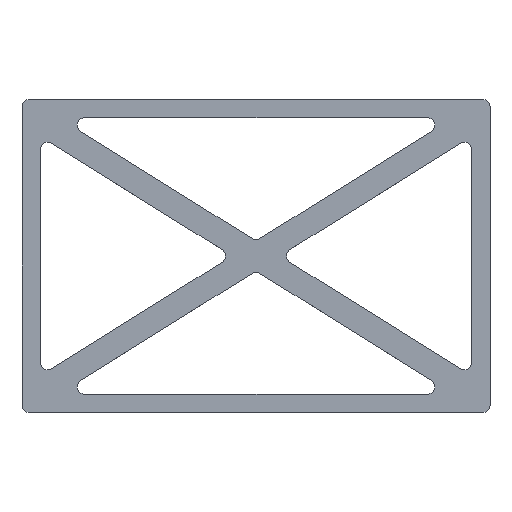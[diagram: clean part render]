
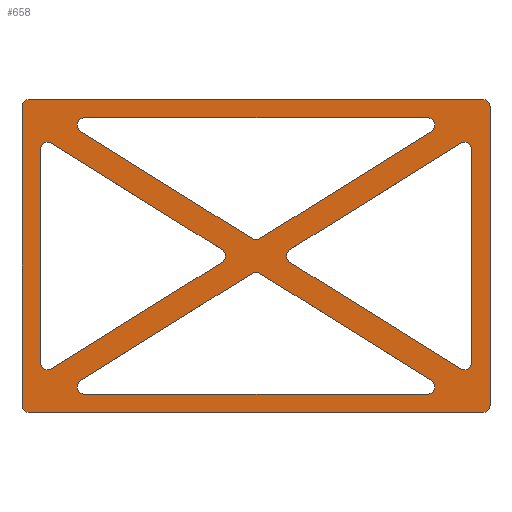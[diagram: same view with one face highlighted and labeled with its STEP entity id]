
A CAD part, top view. The second image highlights one B-rep face of the part: STEP entity #658.
In plain terms, the highlighted planar face has unit normal (0, 0, 1).
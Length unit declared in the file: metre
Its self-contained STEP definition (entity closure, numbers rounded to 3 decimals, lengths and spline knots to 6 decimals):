
#28=CIRCLE('',#706,0.002);
#29=CIRCLE('',#707,0.002);
#30=CIRCLE('',#708,0.002);
#31=CIRCLE('',#709,0.002);
#32=CIRCLE('',#710,0.002);
#33=CIRCLE('',#711,0.002);
#34=CIRCLE('',#712,0.002);
#35=CIRCLE('',#713,0.002);
#36=CIRCLE('',#714,0.002);
#37=CIRCLE('',#715,0.002);
#38=CIRCLE('',#716,0.002);
#39=CIRCLE('',#717,0.002);
#40=CIRCLE('',#718,0.002);
#41=CIRCLE('',#719,0.002);
#42=CIRCLE('',#720,0.002);
#43=CIRCLE('',#721,0.002);
#124=ORIENTED_EDGE('',*,*,#310,.F.);
#125=ORIENTED_EDGE('',*,*,#316,.T.);
#126=ORIENTED_EDGE('',*,*,#284,.F.);
#127=ORIENTED_EDGE('',*,*,#317,.T.);
#128=ORIENTED_EDGE('',*,*,#290,.T.);
#129=ORIENTED_EDGE('',*,*,#318,.T.);
#130=ORIENTED_EDGE('',*,*,#294,.T.);
#131=ORIENTED_EDGE('',*,*,#319,.T.);
#132=ORIENTED_EDGE('',*,*,#276,.F.);
#133=ORIENTED_EDGE('',*,*,#320,.T.);
#134=ORIENTED_EDGE('',*,*,#282,.F.);
#135=ORIENTED_EDGE('',*,*,#321,.T.);
#136=ORIENTED_EDGE('',*,*,#304,.F.);
#137=ORIENTED_EDGE('',*,*,#322,.T.);
#138=ORIENTED_EDGE('',*,*,#268,.F.);
#139=ORIENTED_EDGE('',*,*,#323,.T.);
#140=ORIENTED_EDGE('',*,*,#274,.F.);
#141=ORIENTED_EDGE('',*,*,#324,.T.);
#142=ORIENTED_EDGE('',*,*,#300,.F.);
#143=ORIENTED_EDGE('',*,*,#325,.T.);
#144=ORIENTED_EDGE('',*,*,#260,.F.);
#145=ORIENTED_EDGE('',*,*,#326,.T.);
#146=ORIENTED_EDGE('',*,*,#266,.T.);
#147=ORIENTED_EDGE('',*,*,#327,.T.);
#148=ORIENTED_EDGE('',*,*,#298,.F.);
#149=ORIENTED_EDGE('',*,*,#328,.T.);
#150=ORIENTED_EDGE('',*,*,#252,.F.);
#151=ORIENTED_EDGE('',*,*,#329,.T.);
#152=ORIENTED_EDGE('',*,*,#258,.T.);
#153=ORIENTED_EDGE('',*,*,#330,.T.);
#154=ORIENTED_EDGE('',*,*,#314,.F.);
#155=ORIENTED_EDGE('',*,*,#331,.T.);
#252=EDGE_CURVE('',#348,#349,#412,.T.);
#258=EDGE_CURVE('',#355,#354,#418,.T.);
#260=EDGE_CURVE('',#356,#357,#420,.T.);
#266=EDGE_CURVE('',#363,#362,#426,.T.);
#268=EDGE_CURVE('',#364,#365,#428,.T.);
#274=EDGE_CURVE('',#370,#371,#434,.T.);
#276=EDGE_CURVE('',#372,#373,#436,.T.);
#282=EDGE_CURVE('',#378,#379,#442,.T.);
#284=EDGE_CURVE('',#380,#381,#444,.T.);
#290=EDGE_CURVE('',#387,#386,#450,.T.);
#294=EDGE_CURVE('',#391,#390,#454,.T.);
#298=EDGE_CURVE('',#394,#395,#458,.T.);
#300=EDGE_CURVE('',#396,#397,#460,.T.);
#304=EDGE_CURVE('',#400,#401,#464,.T.);
#310=EDGE_CURVE('',#406,#407,#470,.T.);
#314=EDGE_CURVE('',#410,#411,#474,.T.);
#316=EDGE_CURVE('',#406,#381,#28,.T.);
#317=EDGE_CURVE('',#380,#387,#29,.T.);
#318=EDGE_CURVE('',#386,#391,#30,.T.);
#319=EDGE_CURVE('',#390,#407,#31,.T.);
#320=EDGE_CURVE('',#372,#379,#32,.F.);
#321=EDGE_CURVE('',#378,#401,#33,.F.);
#322=EDGE_CURVE('',#400,#373,#34,.F.);
#323=EDGE_CURVE('',#364,#371,#35,.F.);
#324=EDGE_CURVE('',#370,#397,#36,.F.);
#325=EDGE_CURVE('',#396,#365,#37,.F.);
#326=EDGE_CURVE('',#356,#363,#38,.F.);
#327=EDGE_CURVE('',#362,#395,#39,.F.);
#328=EDGE_CURVE('',#394,#357,#40,.F.);
#329=EDGE_CURVE('',#348,#355,#41,.F.);
#330=EDGE_CURVE('',#354,#411,#42,.F.);
#331=EDGE_CURVE('',#410,#349,#43,.F.);
#348=VERTEX_POINT('',#956);
#349=VERTEX_POINT('',#957);
#354=VERTEX_POINT('',#968);
#355=VERTEX_POINT('',#970);
#356=VERTEX_POINT('',#974);
#357=VERTEX_POINT('',#975);
#362=VERTEX_POINT('',#986);
#363=VERTEX_POINT('',#988);
#364=VERTEX_POINT('',#992);
#365=VERTEX_POINT('',#993);
#370=VERTEX_POINT('',#1004);
#371=VERTEX_POINT('',#1006);
#372=VERTEX_POINT('',#1010);
#373=VERTEX_POINT('',#1011);
#378=VERTEX_POINT('',#1022);
#379=VERTEX_POINT('',#1024);
#380=VERTEX_POINT('',#1028);
#381=VERTEX_POINT('',#1029);
#386=VERTEX_POINT('',#1040);
#387=VERTEX_POINT('',#1042);
#390=VERTEX_POINT('',#1049);
#391=VERTEX_POINT('',#1051);
#394=VERTEX_POINT('',#1058);
#395=VERTEX_POINT('',#1060);
#396=VERTEX_POINT('',#1064);
#397=VERTEX_POINT('',#1065);
#400=VERTEX_POINT('',#1073);
#401=VERTEX_POINT('',#1074);
#406=VERTEX_POINT('',#1085);
#407=VERTEX_POINT('',#1087);
#410=VERTEX_POINT('',#1094);
#411=VERTEX_POINT('',#1096);
#412=LINE('',#955,#476);
#418=LINE('',#969,#482);
#420=LINE('',#973,#484);
#426=LINE('',#987,#490);
#428=LINE('',#991,#492);
#434=LINE('',#1005,#498);
#436=LINE('',#1009,#500);
#442=LINE('',#1023,#506);
#444=LINE('',#1027,#508);
#450=LINE('',#1041,#514);
#454=LINE('',#1050,#518);
#458=LINE('',#1059,#522);
#460=LINE('',#1063,#524);
#464=LINE('',#1072,#528);
#470=LINE('',#1086,#534);
#474=LINE('',#1095,#538);
#476=VECTOR('',#759,1.);
#482=VECTOR('',#767,1.);
#484=VECTOR('',#771,1.);
#490=VECTOR('',#779,1.);
#492=VECTOR('',#783,1.);
#498=VECTOR('',#791,1.);
#500=VECTOR('',#795,1.);
#506=VECTOR('',#803,1.);
#508=VECTOR('',#807,1.);
#514=VECTOR('',#815,1.);
#518=VECTOR('',#821,1.);
#522=VECTOR('',#827,1.);
#524=VECTOR('',#831,1.);
#528=VECTOR('',#837,1.);
#534=VECTOR('',#845,1.);
#538=VECTOR('',#851,1.);
#556=EDGE_LOOP('',(#124,#125,#126,#127,#128,#129,#130,#131));
#557=EDGE_LOOP('',(#132,#133,#134,#135,#136,#137));
#558=EDGE_LOOP('',(#138,#139,#140,#141,#142,#143));
#559=EDGE_LOOP('',(#144,#145,#146,#147,#148,#149));
#560=EDGE_LOOP('',(#150,#151,#152,#153,#154,#155));
#598=FACE_BOUND('',#556,.T.);
#599=FACE_BOUND('',#557,.T.);
#600=FACE_BOUND('',#558,.T.);
#601=FACE_BOUND('',#559,.T.);
#602=FACE_BOUND('',#560,.T.);
#640=PLANE('',#705);
#658=ADVANCED_FACE('',(#598,#599,#600,#601,#602),#640,.T.);
#705=AXIS2_PLACEMENT_3D('',#1098,#853,#854);
#706=AXIS2_PLACEMENT_3D('',#1099,#855,#856);
#707=AXIS2_PLACEMENT_3D('',#1100,#857,#858);
#708=AXIS2_PLACEMENT_3D('',#1101,#859,#860);
#709=AXIS2_PLACEMENT_3D('',#1102,#861,#862);
#710=AXIS2_PLACEMENT_3D('',#1103,#863,#864);
#711=AXIS2_PLACEMENT_3D('',#1104,#865,#866);
#712=AXIS2_PLACEMENT_3D('',#1105,#867,#868);
#713=AXIS2_PLACEMENT_3D('',#1106,#869,#870);
#714=AXIS2_PLACEMENT_3D('',#1107,#871,#872);
#715=AXIS2_PLACEMENT_3D('',#1108,#873,#874);
#716=AXIS2_PLACEMENT_3D('',#1109,#875,#876);
#717=AXIS2_PLACEMENT_3D('',#1110,#877,#878);
#718=AXIS2_PLACEMENT_3D('',#1111,#879,#880);
#719=AXIS2_PLACEMENT_3D('',#1112,#881,#882);
#720=AXIS2_PLACEMENT_3D('',#1113,#883,#884);
#721=AXIS2_PLACEMENT_3D('',#1114,#885,#886);
#759=DIRECTION('',(0.848,-0.53,0.));
#767=DIRECTION('',(1.,0.,0.));
#771=DIRECTION('',(0.848,0.53,0.));
#779=DIRECTION('',(0.,1.,0.));
#783=DIRECTION('',(1.,0.,0.));
#791=DIRECTION('',(-0.848,-0.53,0.));
#795=DIRECTION('',(0.,1.,0.));
#803=DIRECTION('',(0.848,-0.53,0.));
#807=DIRECTION('',(0.,1.,0.));
#815=DIRECTION('',(1.,0.,0.));
#821=DIRECTION('',(0.,1.,0.));
#827=DIRECTION('',(-0.848,0.53,0.));
#831=DIRECTION('',(-0.848,0.53,0.));
#837=DIRECTION('',(-0.848,-0.53,0.));
#845=DIRECTION('',(1.,0.,0.));
#851=DIRECTION('',(0.848,0.53,0.));
#853=DIRECTION('',(0.,0.,1.));
#854=DIRECTION('',(1.,0.,0.));
#855=DIRECTION('',(0.,0.,1.));
#856=DIRECTION('',(1.,0.,0.));
#857=DIRECTION('',(0.,0.,1.));
#858=DIRECTION('',(1.,0.,0.));
#859=DIRECTION('',(0.,0.,1.));
#860=DIRECTION('',(1.,0.,0.));
#861=DIRECTION('',(0.,0.,1.));
#862=DIRECTION('',(1.,0.,0.));
#863=DIRECTION('',(0.,0.,1.));
#864=DIRECTION('',(1.,0.,0.));
#865=DIRECTION('',(0.,0.,1.));
#866=DIRECTION('',(1.,0.,0.));
#867=DIRECTION('',(0.,0.,1.));
#868=DIRECTION('',(1.,0.,0.));
#869=DIRECTION('',(0.,0.,1.));
#870=DIRECTION('',(1.,0.,0.));
#871=DIRECTION('',(0.,0.,1.));
#872=DIRECTION('',(1.,0.,0.));
#873=DIRECTION('',(0.,0.,1.));
#874=DIRECTION('',(1.,0.,0.));
#875=DIRECTION('',(0.,0.,1.));
#876=DIRECTION('',(1.,0.,0.));
#877=DIRECTION('',(0.,0.,1.));
#878=DIRECTION('',(1.,0.,0.));
#879=DIRECTION('',(0.,0.,1.));
#880=DIRECTION('',(1.,0.,0.));
#881=DIRECTION('',(0.,0.,1.));
#882=DIRECTION('',(1.,0.,0.));
#883=DIRECTION('',(0.,0.,1.));
#884=DIRECTION('',(1.,0.,0.));
#885=DIRECTION('',(0.,0.,1.));
#886=DIRECTION('',(1.,0.,0.));
#955=CARTESIAN_POINT('',(0.03675,0.063281,0.0048));
#956=CARTESIAN_POINT('',(0.015914,0.076304,0.0048));
#957=CARTESIAN_POINT('',(0.06244,0.047225,0.0048));
#968=CARTESIAN_POINT('',(0.110026,0.08,0.0048));
#969=CARTESIAN_POINT('',(0.0635,0.08,0.0048));
#970=CARTESIAN_POINT('',(0.016974,0.08,0.0048));
#973=CARTESIAN_POINT('',(0.031,0.02625,0.0048));
#974=CARTESIAN_POINT('',(0.00806,0.011912,0.0048));
#975=CARTESIAN_POINT('',(0.054286,0.040804,0.0048));
#986=CARTESIAN_POINT('',(0.005,0.071392,0.0048));
#987=CARTESIAN_POINT('',(0.005,0.0425,0.0048));
#988=CARTESIAN_POINT('',(0.005,0.013608,0.0048));
#991=CARTESIAN_POINT('',(0.0635,0.005,0.0048));
#992=CARTESIAN_POINT('',(0.016974,0.005,0.0048));
#993=CARTESIAN_POINT('',(0.110026,0.005,0.0048));
#1004=CARTESIAN_POINT('',(0.06244,0.037775,0.0048));
#1005=CARTESIAN_POINT('',(0.03675,0.021719,0.0048));
#1006=CARTESIAN_POINT('',(0.015914,0.008696,0.0048));
#1009=CARTESIAN_POINT('',(0.122,0.0425,0.0048));
#1010=CARTESIAN_POINT('',(0.122,0.013608,0.0048));
#1011=CARTESIAN_POINT('',(0.122,0.071392,0.0048));
#1022=CARTESIAN_POINT('',(0.072714,0.040804,0.0048));
#1023=CARTESIAN_POINT('',(0.096,0.02625,0.0048));
#1024=CARTESIAN_POINT('',(0.11894,0.011912,0.0048));
#1027=CARTESIAN_POINT('',(0.,0.0425,0.0048));
#1028=CARTESIAN_POINT('',(0.,0.002,0.0048));
#1029=CARTESIAN_POINT('',(0.,0.083,0.0048));
#1040=CARTESIAN_POINT('',(0.125,0.,0.0048));
#1041=CARTESIAN_POINT('',(0.0635,0.,0.0048));
#1042=CARTESIAN_POINT('',(0.002,0.,0.0048));
#1049=CARTESIAN_POINT('',(0.127,0.083,0.0048));
#1050=CARTESIAN_POINT('',(0.127,0.0425,0.0048));
#1051=CARTESIAN_POINT('',(0.127,0.002,0.0048));
#1058=CARTESIAN_POINT('',(0.054286,0.044196,0.0048));
#1059=CARTESIAN_POINT('',(0.031,0.05875,0.0048));
#1060=CARTESIAN_POINT('',(0.00806,0.073088,0.0048));
#1063=CARTESIAN_POINT('',(0.09025,0.021719,0.0048));
#1064=CARTESIAN_POINT('',(0.111086,0.008696,0.0048));
#1065=CARTESIAN_POINT('',(0.06456,0.037775,0.0048));
#1072=CARTESIAN_POINT('',(0.096,0.05875,0.0048));
#1073=CARTESIAN_POINT('',(0.11894,0.073088,0.0048));
#1074=CARTESIAN_POINT('',(0.072714,0.044196,0.0048));
#1085=CARTESIAN_POINT('',(0.002,0.085,0.0048));
#1086=CARTESIAN_POINT('',(0.0635,0.085,0.0048));
#1087=CARTESIAN_POINT('',(0.125,0.085,0.0048));
#1094=CARTESIAN_POINT('',(0.06456,0.047225,0.0048));
#1095=CARTESIAN_POINT('',(0.09025,0.063281,0.0048));
#1096=CARTESIAN_POINT('',(0.111086,0.076304,0.0048));
#1098=CARTESIAN_POINT('',(0.0635,0.0425,0.0048));
#1099=CARTESIAN_POINT('',(0.002,0.083,0.0048));
#1100=CARTESIAN_POINT('',(0.002,0.002,0.0048));
#1101=CARTESIAN_POINT('',(0.125,0.002,0.0048));
#1102=CARTESIAN_POINT('',(0.125,0.083,0.0048));
#1103=CARTESIAN_POINT('',(0.12,0.013608,0.0048));
#1104=CARTESIAN_POINT('',(0.073774,0.0425,0.0048));
#1105=CARTESIAN_POINT('',(0.12,0.071392,0.0048));
#1106=CARTESIAN_POINT('',(0.016974,0.007,0.0048));
#1107=CARTESIAN_POINT('',(0.0635,0.036079,0.0048));
#1108=CARTESIAN_POINT('',(0.110026,0.007,0.0048));
#1109=CARTESIAN_POINT('',(0.007,0.013608,0.0048));
#1110=CARTESIAN_POINT('',(0.007,0.071392,0.0048));
#1111=CARTESIAN_POINT('',(0.053226,0.0425,0.0048));
#1112=CARTESIAN_POINT('',(0.016974,0.078,0.0048));
#1113=CARTESIAN_POINT('',(0.110026,0.078,0.0048));
#1114=CARTESIAN_POINT('',(0.0635,0.048921,0.0048));
